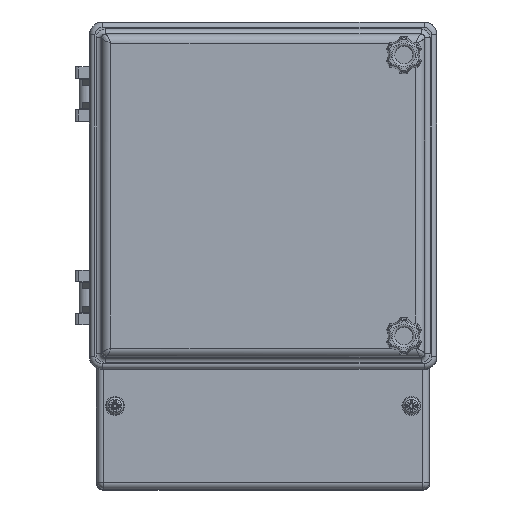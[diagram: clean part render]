
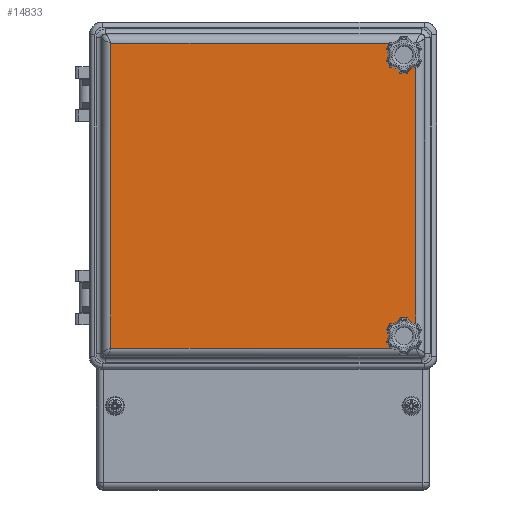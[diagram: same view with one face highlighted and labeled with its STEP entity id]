
A CAD part, top view. The second image highlights one B-rep face of the part: STEP entity #14833.
In plain terms, the highlighted planar face has unit normal (0, 0, 1).
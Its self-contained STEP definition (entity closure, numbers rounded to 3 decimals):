
#1755=LINE('',#25539,#2947);
#1757=LINE('',#25565,#2949);
#1758=LINE('',#25588,#2950);
#1759=LINE('',#25600,#2951);
#2947=VECTOR('',#20064,10.);
#2949=VECTOR('',#20068,10.);
#2950=VECTOR('',#20071,10.);
#2951=VECTOR('',#20074,10.);
#3529=PLANE('',#16307);
#3709=FACE_BOUND('',#5433,.T.);
#3710=FACE_BOUND('',#5434,.T.);
#4395=FACE_OUTER_BOUND('',#5432,.T.);
#5432=EDGE_LOOP('',(#13017,#13018,#13019,#13020));
#5433=EDGE_LOOP('',(#13021));
#5434=EDGE_LOOP('',(#13022));
#6033=CIRCLE('',#16144,3.2);
#6035=CIRCLE('',#16148,3.2);
#7345=VERTEX_POINT('',#24867);
#7347=VERTEX_POINT('',#24873);
#7438=VERTEX_POINT('',#25515);
#7440=VERTEX_POINT('',#25528);
#7443=VERTEX_POINT('',#25554);
#7444=VERTEX_POINT('',#25577);
#9147=EDGE_CURVE('',#7345,#7345,#6033,.T.);
#9149=EDGE_CURVE('',#7347,#7347,#6035,.T.);
#9316=EDGE_CURVE('',#7440,#7438,#1755,.T.);
#9320=EDGE_CURVE('',#7443,#7440,#1757,.T.);
#9323=EDGE_CURVE('',#7444,#7443,#1758,.T.);
#9325=EDGE_CURVE('',#7438,#7444,#1759,.T.);
#13017=ORIENTED_EDGE('',*,*,#9316,.F.);
#13018=ORIENTED_EDGE('',*,*,#9320,.F.);
#13019=ORIENTED_EDGE('',*,*,#9323,.F.);
#13020=ORIENTED_EDGE('',*,*,#9325,.F.);
#13021=ORIENTED_EDGE('',*,*,#9147,.T.);
#13022=ORIENTED_EDGE('',*,*,#9149,.T.);
#14833=ADVANCED_FACE('',(#4395,#3709,#3710),#3529,.T.);
#16144=AXIS2_PLACEMENT_3D('',#24868,#19680,#19681);
#16148=AXIS2_PLACEMENT_3D('',#24874,#19688,#19689);
#16307=AXIS2_PLACEMENT_3D('',#25809,#20085,#20086);
#19680=DIRECTION('center_axis',(0.,0.,-1.));
#19681=DIRECTION('ref_axis',(-1.,0.,0.));
#19688=DIRECTION('center_axis',(0.,0.,-1.));
#19689=DIRECTION('ref_axis',(-1.,0.,0.));
#20064=DIRECTION('',(-1.,0.,0.));
#20068=DIRECTION('',(0.,-1.,0.));
#20071=DIRECTION('',(1.,0.,0.));
#20074=DIRECTION('',(0.,1.,0.));
#20085=DIRECTION('center_axis',(0.,0.,1.));
#20086=DIRECTION('ref_axis',(1.,0.,0.));
#24867=CARTESIAN_POINT('',(-51.8,55.,22.7));
#24868=CARTESIAN_POINT('Origin',(-55.,55.,22.7));
#24873=CARTESIAN_POINT('',(-51.8,-55.,22.7));
#24874=CARTESIAN_POINT('Origin',(-55.,-55.,22.7));
#25515=CARTESIAN_POINT('',(-59.664,-59.664,22.7));
#25528=CARTESIAN_POINT('',(59.664,-59.664,22.7));
#25539=CARTESIAN_POINT('',(30.911,-59.664,22.7));
#25554=CARTESIAN_POINT('',(59.664,59.664,22.7));
#25565=CARTESIAN_POINT('',(59.664,30.911,22.7));
#25577=CARTESIAN_POINT('',(-59.664,59.664,22.7));
#25588=CARTESIAN_POINT('',(-30.911,59.664,22.7));
#25600=CARTESIAN_POINT('',(-59.664,-30.911,22.7));
#25809=CARTESIAN_POINT('Origin',(0.,0.,
22.7));
